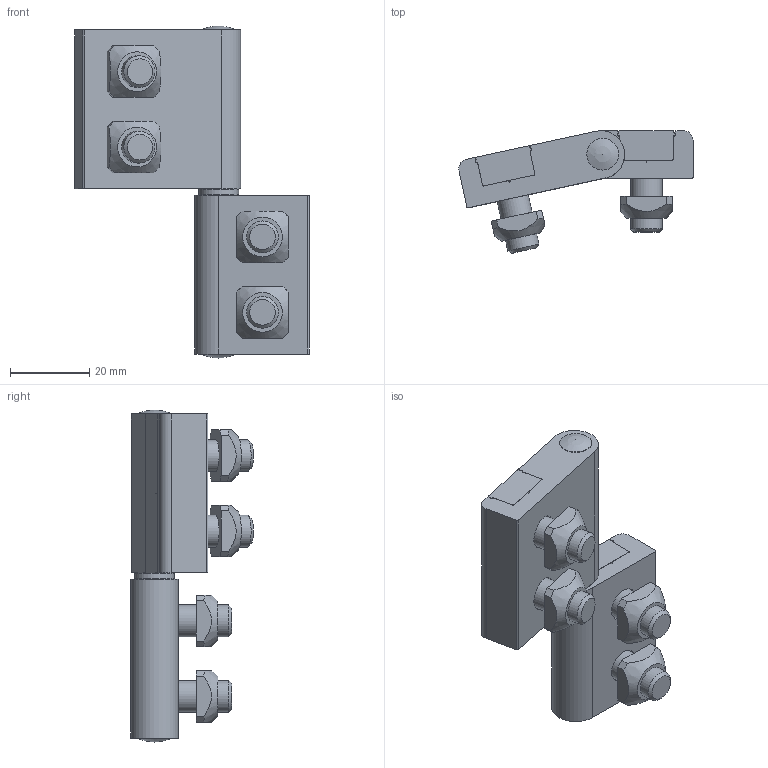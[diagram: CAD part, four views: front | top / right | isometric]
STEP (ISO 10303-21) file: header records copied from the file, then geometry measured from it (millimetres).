
FILE_DESCRIPTION(/* description */ ('Aushängescharnier 32 ohne Rückensteg'),/* implementation_level */ '2;1');
FILE_NAME(/* name */ 'ZEI_CAD_211095-2-REV00_#SALL_#AIN_#V1.step',/* time_stamp */ '2022-10-10T06:56:47+02:00',/* author */ ('MiniTec'),/* organization */ ('MiniTec GmbH & Co.KG'),/* preprocessor_version */ 'ST-DEVELOPER v18.1',/* originating_system */ 'Autodesk Inventor 2021',/* authorisation */ '');
FILE_SCHEMA (('CONFIG_CONTROL_DESIGN'));
Length unit declared in the file: millimetre
Products named in the file (9): leer; 22-1050-0FZ.002; leer_1; 21-1351-0FZ.004; 21-1097-5FZ.001; 21-1097-4FZ.002; leer_2; leer_3; 21-1922-2FZ.003
Assembly tree (18 placements, depth 2):
  leer
    22-1050-0FZ.002  x4
    leer_1  x2
    21-1351-0FZ.004  x4
    21-1097-5FZ.001
    21-1097-4FZ.002
    leer_2
    leer_3  x4
    21-1922-2FZ.003
Bounding box: 58.97 x 30.92 x 83.6 mm (x, y, z)
Volume: 33098.2 mm3; surface area: 23376.4 mm2
Topology: 18 solids, 18 shells, 541 faces, 1429 edges, 926 vertices
Faces by surface type: plane 374, cylinder 142, cone 14, torus 9, sphere 2
Full cylindrical faces by diameter (mm): 4 x2, 5.8 x1, 6 x6, 8 x10, 8.5 x4, 10 x1, 13 x4
Entity records: 10139 total; most frequent: DIRECTION 1766, CARTESIAN_POINT 1753, ORIENTED_EDGE 1642, EDGE_CURVE 821, AXIS2_PLACEMENT_3D 623, VERTEX_POINT 522, LINE 520, VECTOR 520
